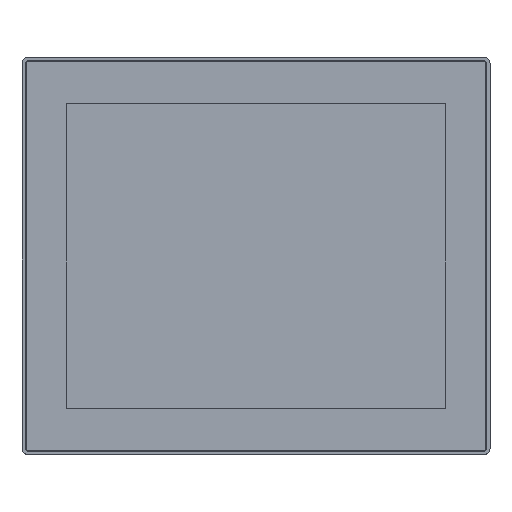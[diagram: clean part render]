
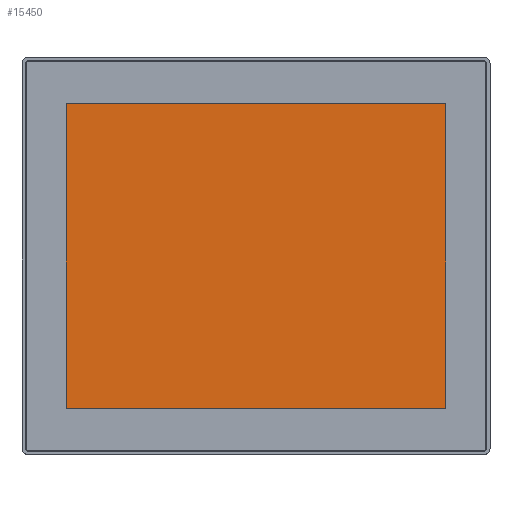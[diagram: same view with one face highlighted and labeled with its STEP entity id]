
A CAD part, top view. The second image highlights one B-rep face of the part: STEP entity #15450.
In plain terms, the highlighted face is planar.
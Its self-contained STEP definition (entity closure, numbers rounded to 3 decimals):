
#7596=FACE_OUTER_BOUND('',#18748,.T.);
#11243=LINE('',#46986,#13450);
#11244=LINE('',#46989,#13451);
#11245=LINE('',#46991,#13452);
#11246=LINE('',#46993,#13453);
#13450=VECTOR('',#39408,1.);
#13451=VECTOR('',#39409,1.);
#13452=VECTOR('',#39410,1.);
#13453=VECTOR('',#39411,1.);
#15450=ADVANCED_FACE('',(#7596),#17036,.F.);
#17036=PLANE('',#36172);
#18748=EDGE_LOOP('',(#22166,#22167,#22168,#22169));
#22166=ORIENTED_EDGE('',*,*,#32201,.T.);
#22167=ORIENTED_EDGE('',*,*,#32202,.T.);
#22168=ORIENTED_EDGE('',*,*,#32203,.T.);
#22169=ORIENTED_EDGE('',*,*,#32204,.T.);
#29198=VERTEX_POINT('',#46987);
#29199=VERTEX_POINT('',#46988);
#29200=VERTEX_POINT('',#46990);
#29201=VERTEX_POINT('',#46992);
#32201=EDGE_CURVE('',#29198,#29199,#11243,.T.);
#32202=EDGE_CURVE('',#29199,#29200,#11244,.T.);
#32203=EDGE_CURVE('',#29200,#29201,#11245,.T.);
#32204=EDGE_CURVE('',#29201,#29198,#11246,.T.);
#36172=AXIS2_PLACEMENT_3D('',#46994,#39412,#39413);
#39408=DIRECTION('',(0.,0.,-1.));
#39409=DIRECTION('',(1.,0.,0.));
#39410=DIRECTION('',(0.,0.,1.));
#39411=DIRECTION('',(-1.,0.,0.));
#39412=DIRECTION('',(0.,1.,0.));
#39413=DIRECTION('',(0.,0.,1.));
#46986=CARTESIAN_POINT('',(-189.16,-33.89,-113.28));
#46987=CARTESIAN_POINT('',(-189.16,-33.89,189.78));
#46988=CARTESIAN_POINT('',(-189.16,-33.89,-113.28));
#46989=CARTESIAN_POINT('',(189.16,-33.89,-113.28));
#46990=CARTESIAN_POINT('',(189.16,-33.89,-113.28));
#46991=CARTESIAN_POINT('',(189.16,-33.89,189.78));
#46992=CARTESIAN_POINT('',(189.16,-33.89,189.78));
#46993=CARTESIAN_POINT('',(-189.16,-33.89,189.78));
#46994=CARTESIAN_POINT('',(0.,-33.89,0.));
